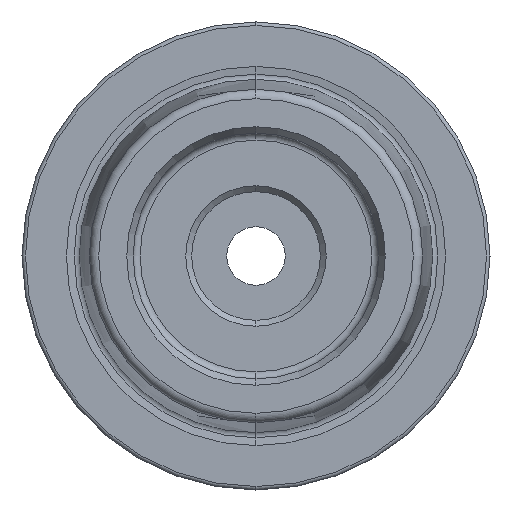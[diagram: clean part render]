
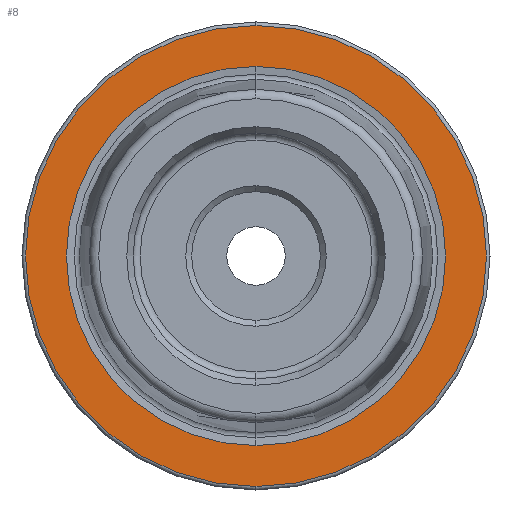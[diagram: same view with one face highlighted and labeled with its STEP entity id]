
A CAD part, left-side view. The second image highlights one B-rep face of the part: STEP entity #8.
In plain terms, the highlighted planar face has unit normal (-1, 0, 0).
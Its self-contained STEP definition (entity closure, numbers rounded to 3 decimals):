
#8 = ADVANCED_FACE ( 'NONE', ( #815, #814 ), #231, .F. ) ;
#228 = DIRECTION ( 'NONE',  ( 1., 0., 0. ) ) ;
#229 = CARTESIAN_POINT ( 'NONE',  ( 0., 19.7, 0. ) ) ;
#231 = PLANE ( 'NONE',  #2745 ) ;
#236 = DIRECTION ( 'NONE',  ( 0., 0., -1. ) ) ;
#552 = AXIS2_PLACEMENT_3D ( 'NONE', #1663, #1664, #1665 ) ;
#579 = EDGE_CURVE ( 'NONE', #3960, #4146, #3112, .T. ) ;
#592 = EDGE_CURVE ( 'NONE', #4146, #3960, #3128, .T. ) ;
#628 = EDGE_CURVE ( 'NONE', #3996, #4185, #3758, .T. ) ;
#814 = FACE_OUTER_BOUND ( 'NONE', #4387, .T. ) ;
#815 = FACE_BOUND ( 'NONE', #3919, .T. ) ;
#1095 = CARTESIAN_POINT ( 'NONE',  ( 0., 0., 16.207 ) ) ;
#1131 = CARTESIAN_POINT ( 'NONE',  ( 0., 0., -19.7 ) ) ;
#1139 = CARTESIAN_POINT ( 'NONE',  ( 0., 0., -16.207 ) ) ;
#1178 = CARTESIAN_POINT ( 'NONE',  ( 0., 0., 19.7 ) ) ;
#1276 = ORIENTED_EDGE ( 'NONE', *, *, #628, .T. ) ;
#1277 = ORIENTED_EDGE ( 'NONE', *, *, #2597, .T. ) ;
#1278 = ORIENTED_EDGE ( 'NONE', *, *, #592, .F. ) ;
#1279 = ORIENTED_EDGE ( 'NONE', *, *, #579, .F. ) ;
#1356 = DIRECTION ( 'NONE',  ( 0., 0., 1. ) ) ;
#1373 = DIRECTION ( 'NONE',  ( -1., 0., 0. ) ) ;
#1375 = CARTESIAN_POINT ( 'NONE',  ( 0., 0., 0. ) ) ;
#1626 = DIRECTION ( 'NONE',  ( -1., 0., 0. ) ) ;
#1627 = CARTESIAN_POINT ( 'NONE',  ( 0., 0., 0. ) ) ;
#1628 = DIRECTION ( 'NONE',  ( 0., 0., 1. ) ) ;
#1663 = CARTESIAN_POINT ( 'NONE',  ( 0., 0., 0. ) ) ;
#1664 = DIRECTION ( 'NONE',  ( -1., 0., 0. ) ) ;
#1665 = DIRECTION ( 'NONE',  ( 0., 0., 1. ) ) ;
#1843 = AXIS2_PLACEMENT_3D ( 'NONE', #1627, #1626, #1628 ) ;
#1863 = AXIS2_PLACEMENT_3D ( 'NONE', #1375, #1373, #1356 ) ;
#1954 = AXIS2_PLACEMENT_3D ( 'NONE', #2906, #2878, #2856 ) ;
#2167 = CIRCLE ( 'NONE', #1954, 19.7 ) ;
#2597 = EDGE_CURVE ( 'NONE', #4185, #3996, #2167, .T. ) ;
#2745 = AXIS2_PLACEMENT_3D ( 'NONE', #229, #228, #236 ) ;
#2856 = DIRECTION ( 'NONE',  ( 0., 0., 1. ) ) ;
#2878 = DIRECTION ( 'NONE',  ( -1., 0., 0. ) ) ;
#2906 = CARTESIAN_POINT ( 'NONE',  ( 0., 0., 0. ) ) ;
#3112 = CIRCLE ( 'NONE', #1843, 16.207 ) ;
#3128 = CIRCLE ( 'NONE', #552, 16.207 ) ;
#3758 = CIRCLE ( 'NONE', #1863, 19.7 ) ;
#3919 = EDGE_LOOP ( 'NONE', ( #1279, #1278 ) ) ;
#3960 = VERTEX_POINT ( 'NONE', #1095 ) ;
#3996 = VERTEX_POINT ( 'NONE', #1131 ) ;
#4146 = VERTEX_POINT ( 'NONE', #1139 ) ;
#4185 = VERTEX_POINT ( 'NONE', #1178 ) ;
#4387 = EDGE_LOOP ( 'NONE', ( #1277, #1276 ) ) ;
